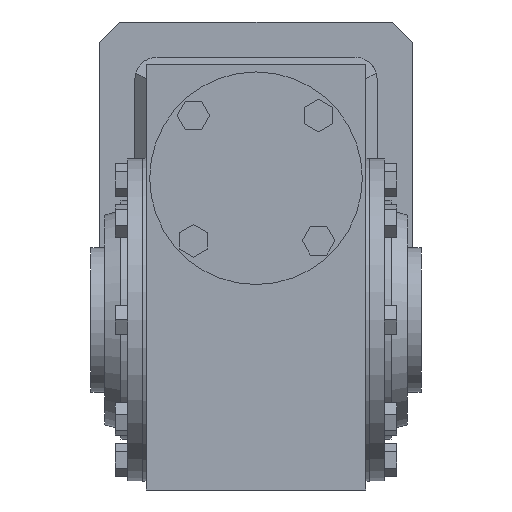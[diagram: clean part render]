
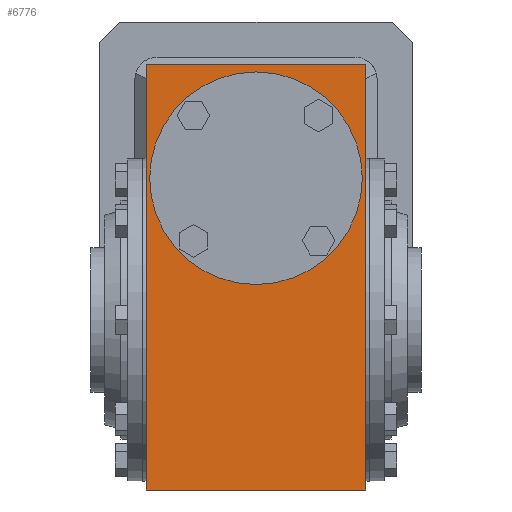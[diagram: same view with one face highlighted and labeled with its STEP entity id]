
A CAD part, left-side view. The second image highlights one B-rep face of the part: STEP entity #6776.
In plain terms, the highlighted planar face has unit normal (-1, 0, 0).
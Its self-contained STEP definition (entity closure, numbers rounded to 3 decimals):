
#211=LINE('',#9190,#698);
#213=LINE('',#9196,#700);
#216=LINE('',#9204,#703);
#218=LINE('',#9215,#705);
#698=VECTOR('',#7718,1000.);
#700=VECTOR('',#7724,1000.);
#703=VECTOR('',#7731,1000.);
#705=VECTOR('',#7743,1000.);
#1259=ORIENTED_EDGE('',*,*,#2551,.T.);
#1260=ORIENTED_EDGE('',*,*,#2554,.T.);
#1261=ORIENTED_EDGE('',*,*,#2558,.T.);
#1262=ORIENTED_EDGE('',*,*,#2564,.T.);
#1263=ORIENTED_EDGE('',*,*,#2565,.F.);
#2551=EDGE_CURVE('',#3223,#3222,#211,.T.);
#2554=EDGE_CURVE('',#3222,#3225,#213,.T.);
#2558=EDGE_CURVE('',#3225,#3227,#216,.T.);
#2564=EDGE_CURVE('',#3227,#3223,#218,.T.);
#2565=EDGE_CURVE('',#3232,#3232,#3714,.T.);
#3222=VERTEX_POINT('',#9189);
#3223=VERTEX_POINT('',#9191);
#3225=VERTEX_POINT('',#9197);
#3227=VERTEX_POINT('',#9203);
#3232=VERTEX_POINT('',#9218);
#3714=CIRCLE('',#7162,47.625);
#3902=EDGE_LOOP('',(#1259,#1260,#1261,#1262));
#3903=EDGE_LOOP('',(#1263));
#4366=FACE_BOUND('',#3902,.T.);
#4367=FACE_BOUND('',#3903,.T.);
#4783=PLANE('',#7161);
#6776=ADVANCED_FACE('',(#4366,#4367),#4783,.T.);
#7161=AXIS2_PLACEMENT_3D('',#9216,#7744,#7745);
#7162=AXIS2_PLACEMENT_3D('',#9217,#7746,#7747);
#7718=DIRECTION('',(0.,0.,1.));
#7724=DIRECTION('',(0.,1.,0.));
#7731=DIRECTION('',(0.,0.,-1.));
#7743=DIRECTION('',(0.,-1.,0.));
#7744=DIRECTION('',(-1.,0.,0.));
#7745=DIRECTION('',(0.,-1.,0.));
#7746=DIRECTION('',(-1.,0.,0.));
#7747=DIRECTION('',(0.,-1.,0.));
#9189=CARTESIAN_POINT('',(-77.724,-49.276,50.8));
#9190=CARTESIAN_POINT('',(-77.724,-49.276,-139.7));
#9191=CARTESIAN_POINT('',(-77.724,-49.276,-139.7));
#9196=CARTESIAN_POINT('',(-77.724,-49.276,50.8));
#9197=CARTESIAN_POINT('',(-77.724,49.276,50.8));
#9203=CARTESIAN_POINT('',(-77.724,49.276,-139.7));
#9204=CARTESIAN_POINT('',(-77.724,49.276,50.8));
#9215=CARTESIAN_POINT('',(-77.724,49.276,-139.7));
#9216=CARTESIAN_POINT('',(-77.724,-49.276,50.8));
#9217=CARTESIAN_POINT('',(-77.724,0.,0.));
#9218=CARTESIAN_POINT('',(-77.724,-47.625,0.));
